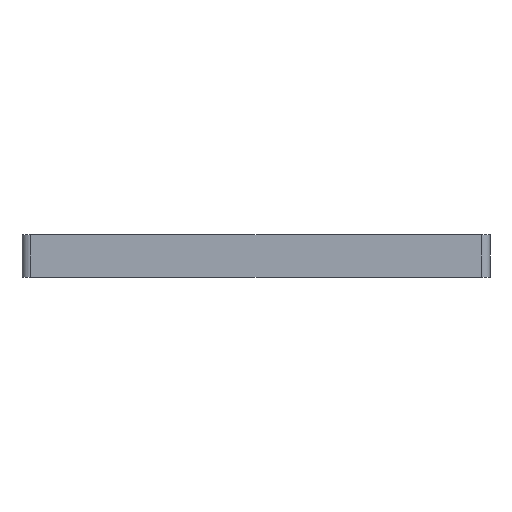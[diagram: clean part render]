
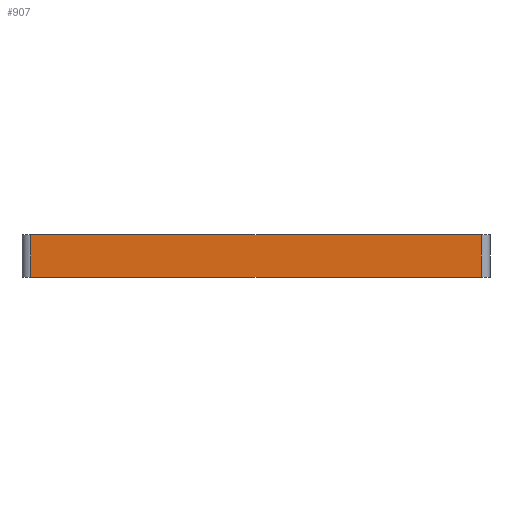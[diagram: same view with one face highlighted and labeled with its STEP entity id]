
A CAD part, front view. The second image highlights one B-rep face of the part: STEP entity #907.
In plain terms, the highlighted planar face has unit normal (0, -1, 0).
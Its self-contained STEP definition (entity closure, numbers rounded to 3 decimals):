
#130=CARTESIAN_POINT('Vertex',(53.,-55.,0.)) ;
#133=CARTESIAN_POINT('Line Origine',(0.,-55.,0.)) ;
#137=CARTESIAN_POINT('Vertex',(-53.,-55.,0.)) ;
#560=CARTESIAN_POINT('Vertex',(-53.,-55.,10.)) ;
#563=CARTESIAN_POINT('Line Origine',(0.,-55.,10.)) ;
#567=CARTESIAN_POINT('Vertex',(53.,-55.,10.)) ;
#879=CARTESIAN_POINT('Line Origine',(53.,-55.,5.)) ;
#891=CARTESIAN_POINT('Axis2P3D Location',(55.,-55.,0.)) ;
#896=CARTESIAN_POINT('Line Origine',(-53.,-55.,5.)) ;
#134=DIRECTION('Vector Direction',(-1.,0.,0.)) ;
#564=DIRECTION('Vector Direction',(-1.,0.,0.)) ;
#880=DIRECTION('Vector Direction',(0.,0.,1.)) ;
#892=DIRECTION('Axis2P3D Direction',(0.,1.,-0.)) ;
#893=DIRECTION('Axis2P3D XDirection',(-1.,0.,0.)) ;
#897=DIRECTION('Vector Direction',(0.,0.,1.)) ;
#894=AXIS2_PLACEMENT_3D('Plane Axis2P3D',#891,#892,#893) ;
#902=ORIENTED_EDGE('',*,*,#883,.T.) ;
#903=ORIENTED_EDGE('',*,*,#569,.F.) ;
#904=ORIENTED_EDGE('',*,*,#900,.F.) ;
#905=ORIENTED_EDGE('',*,*,#139,.T.) ;
#135=VECTOR('Line Direction',#134,1.) ;
#565=VECTOR('Line Direction',#564,1.) ;
#881=VECTOR('Line Direction',#880,1.) ;
#898=VECTOR('Line Direction',#897,1.) ;
#907=ADVANCED_FACE('PartBody',(#906),#895,.F.) ;
#139=EDGE_CURVE('',#138,#131,#136,.F.) ;
#569=EDGE_CURVE('',#561,#568,#566,.F.) ;
#883=EDGE_CURVE('',#131,#568,#882,.T.) ;
#900=EDGE_CURVE('',#138,#561,#899,.T.) ;
#901=EDGE_LOOP('',(#902,#903,#904,#905)) ;
#906=FACE_OUTER_BOUND('',#901,.T.) ;
#136=LINE('Line',#133,#135) ;
#566=LINE('Line',#563,#565) ;
#882=LINE('Line',#879,#881) ;
#899=LINE('Line',#896,#898) ;
#895=PLANE('',#894) ;
#131=VERTEX_POINT('',#130) ;
#138=VERTEX_POINT('',#137) ;
#561=VERTEX_POINT('',#560) ;
#568=VERTEX_POINT('',#567) ;
